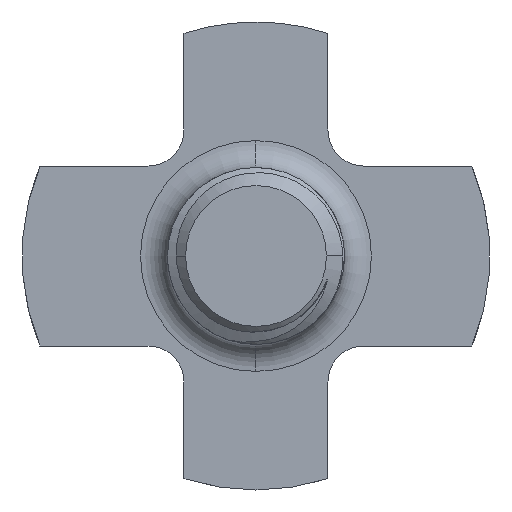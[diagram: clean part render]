
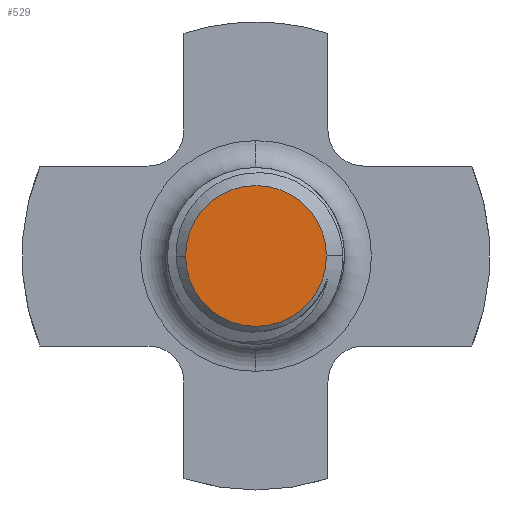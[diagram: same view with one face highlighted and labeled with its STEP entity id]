
A CAD part, left-side view. The second image highlights one B-rep face of the part: STEP entity #529.
In plain terms, the highlighted face is planar.
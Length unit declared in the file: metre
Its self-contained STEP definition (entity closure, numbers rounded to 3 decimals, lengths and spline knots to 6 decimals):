
#94 = AXIS2_PLACEMENT_3D ( 'NONE', #3427, #3752, #1463 ) ;
#223 = AXIS2_PLACEMENT_3D ( 'NONE', #3672, #2370, #5507 ) ;
#433 = EDGE_CURVE ( 'NONE', #2913, #5428, #4245, .T. ) ;
#529 = ADVANCED_FACE ( 'NONE', ( #856 ), #1804, .T. ) ;
#856 = FACE_OUTER_BOUND ( 'NONE', #2945, .T. ) ;
#871 = AXIS2_PLACEMENT_3D ( 'NONE', #2256, #5446, #2228 ) ;
#1090 = ORIENTED_EDGE ( 'NONE', *, *, #433, .T. ) ;
#1463 = DIRECTION ( 'NONE',  ( 0., -1., 0. ) ) ;
#1697 = ORIENTED_EDGE ( 'NONE', *, *, #3754, .T. ) ;
#1804 = PLANE ( 'NONE',  #871 ) ;
#2216 = CARTESIAN_POINT ( 'NONE',  ( 0., 0.007825, 0.03 ) ) ;
#2228 = DIRECTION ( 'NONE',  ( 0., -1., 0. ) ) ;
#2256 = CARTESIAN_POINT ( 'NONE',  ( 0., 0., 0.03 ) ) ;
#2370 = DIRECTION ( 'NONE',  ( 0., 0., 1. ) ) ;
#2913 = VERTEX_POINT ( 'NONE', #4990 ) ;
#2945 = EDGE_LOOP ( 'NONE', ( #1697, #1090 ) ) ;
#3427 = CARTESIAN_POINT ( 'NONE',  ( 0., 0., 0.03 ) ) ;
#3672 = CARTESIAN_POINT ( 'NONE',  ( 0., 0., 0.03 ) ) ;
#3752 = DIRECTION ( 'NONE',  ( 0., 0., 1. ) ) ;
#3754 = EDGE_CURVE ( 'NONE', #5428, #2913, #4644, .T. ) ;
#4245 = CIRCLE ( 'NONE', #94, 0.007825 ) ;
#4644 = CIRCLE ( 'NONE', #223, 0.007825 ) ;
#4990 = CARTESIAN_POINT ( 'NONE',  ( 0., -0.007825, 0.03 ) ) ;
#5428 = VERTEX_POINT ( 'NONE', #2216 ) ;
#5446 = DIRECTION ( 'NONE',  ( 0., 0., 1. ) ) ;
#5507 = DIRECTION ( 'NONE',  ( 0., -1., 0. ) ) ;
